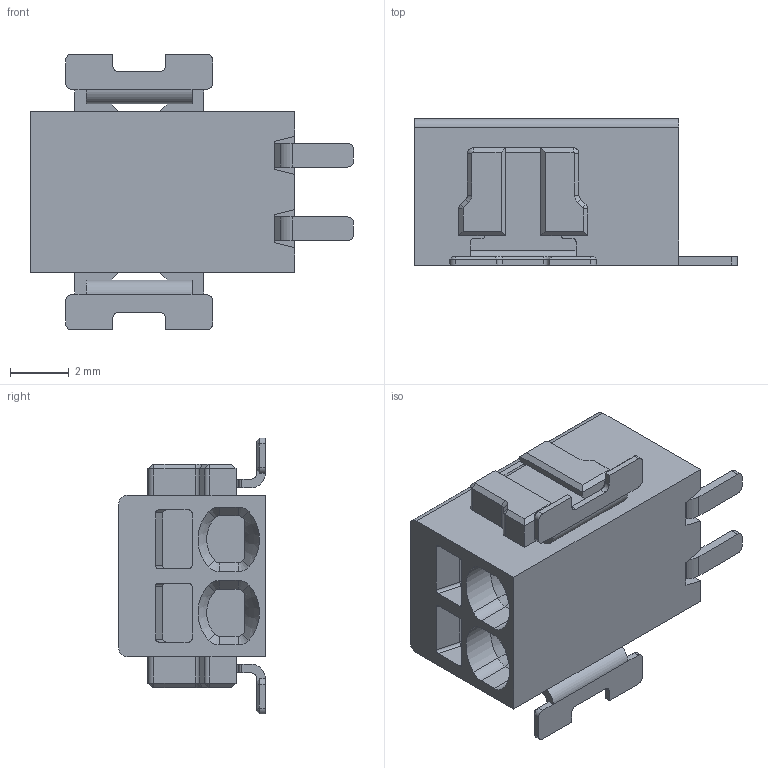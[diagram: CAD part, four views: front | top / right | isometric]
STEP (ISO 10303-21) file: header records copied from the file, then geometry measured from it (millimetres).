
FILE_DESCRIPTION (( 'STEP AP214' ), '1' );
FILE_NAME ('1702473.STEP', '2018-12-25T11:49:18', ( '' ), ( '' ), 'SwSTEP 2.0', 'SolidWorks 2017', '' );
FILE_SCHEMA (( 'AUTOMOTIVE_DESIGN' ));
Length unit declared in the file: millimetre
Products named in the file (1): 1702473
Bounding box: 11 x 5 x 9.4 mm (x, y, z)
Volume: 239.1 mm3; surface area: 436.6 mm2
Topology: 5 solids, 5 shells, 344 faces, 868 edges, 544 vertices
Faces by surface type: plane 210, cylinder 98, cone 36
Entity records: 10805 total; most frequent: CARTESIAN_POINT 1847, ORIENTED_EDGE 1736, DIRECTION 1732, EDGE_CURVE 868, LINE 642, VECTOR 642, AXIS2_PLACEMENT_3D 545, VERTEX_POINT 544
